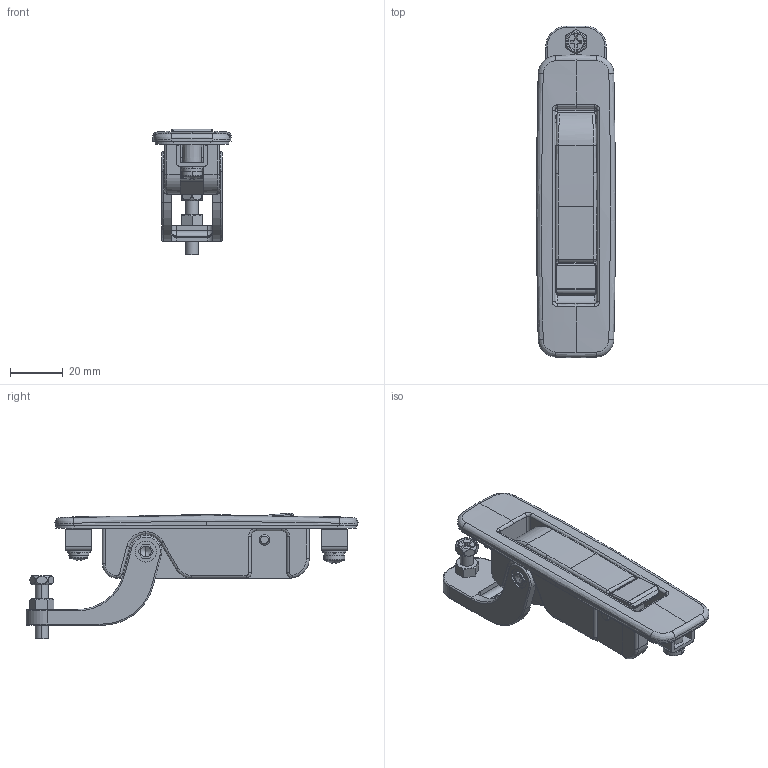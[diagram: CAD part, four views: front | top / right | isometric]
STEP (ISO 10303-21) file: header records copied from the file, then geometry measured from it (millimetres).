
FILE_DESCRIPTION (( 'STEP AP203' ), '1' );
FILE_NAME ('A-111.STEP', '2015-07-01T05:45:48', ( '' ), ( '' ), 'SwSTEP 2.0', 'SolidWorks 2012', '' );
FILE_SCHEMA (( 'CONFIG_CONTROL_DESIGN' ));
Length unit declared in the file: millimetre
Products named in the file (17): A-111; 十字穴付なべねじ小M4（平W・SW付）_M4×10（SW・平W付）; 廫帤寠晅側傋彫偹偠M4_M4亊10; 十字穴付なべねじ小M4（平W・SW付）_M4×8; 廫帤寠晅側傋彫偹偠M4_M4亊8; 平ワッシャーM4小型丸_JIS B 1256 Small circular 4; スプリングワッシャーM4_JIS B 1251 No.2 5; 六角ナットM5_; 廫帤寠晅偒榋妏儃儖僩M5_A-111; A-111六角シャフト_; A-111押え板_; A-111フックピン_; A-111フック_; A-111パッキン_; A-111アーム_; A-111ハンドル_; A-111本体_
Assembly tree (19 placements, depth 3):
  A-111
    A-111本体_
    A-111ハンドル_
    A-111アーム_
    A-111パッキン_
    A-111フック_
    A-111フックピン_
    A-111押え板_  x2
    A-111六角シャフト_
    廫帤寠晅偒榋妏儃儖僩M5_A-111
    六角ナットM5_
    十字穴付なべねじ小M4（平W・SW付）_M4×8
      スプリングワッシャーM4_JIS B 1251 No.2 5
      平ワッシャーM4小型丸_JIS B 1256 Small circular 4
      廫帤寠晅側傋彫偹偠M4_M4亊8
    十字穴付なべねじ小M4（平W・SW付）_M4×10（SW・平W付）
      スプリングワッシャーM4_JIS B 1251 No.2 5
      平ワッシャーM4小型丸_JIS B 1256 Small circular 4
      廫帤寠晅側傋彫偹偠M4_M4亊10
Bounding box: 29.99 x 126 x 47.64 mm (x, y, z)
Volume: 36927.1 mm3; surface area: 30194.1 mm2
Topology: 17 solids, 17 shells, 624 faces, 1525 edges, 937 vertices
Faces by surface type: cylinder 241, plane 225, torus 81, bspline 38, cone 28, sphere 11
Entity records: 20952 total; most frequent: CARTESIAN_POINT 4931, DIRECTION 3119, ORIENTED_EDGE 2886, EDGE_CURVE 1443, AXIS2_PLACEMENT_3D 1217, VERTEX_POINT 897, VECTOR 685, LINE 685
